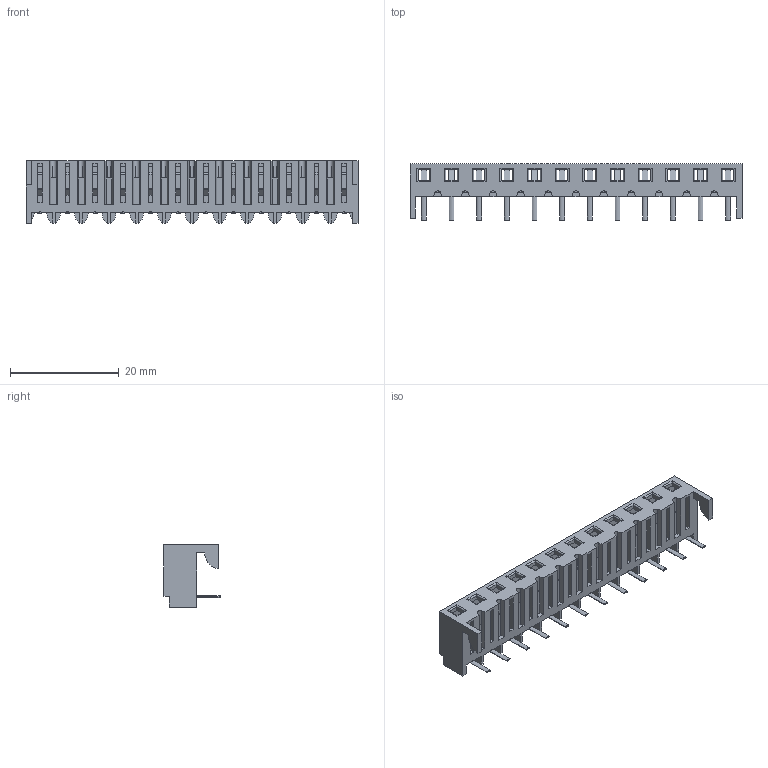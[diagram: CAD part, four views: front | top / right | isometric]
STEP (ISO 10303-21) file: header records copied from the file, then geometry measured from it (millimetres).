
FILE_DESCRIPTION((''),'2;1');
FILE_NAME('010101121','2008-07-09T',('gga'),(''),'PRO/ENGINEER BY PARAMETRIC TECHNOLOGY CORPORATION, 2003451','PRO/ENGINEER BY PARAMETRIC TECHNOLOGY CORPORATION, 2003451','');
FILE_SCHEMA(('CONFIG_CONTROL_DESIGN'));
Length unit declared in the file: millimetre
Products named in the file (1): 010101121
Bounding box: 60.96 x 10.3 x 11.5 mm (x, y, z)
Volume: 1674.6 mm3; surface area: 5120.1 mm2
Topology: 1 solids, 1 shells, 716 faces, 2094 edges, 1358 vertices
Faces by surface type: plane 559, cylinder 157
Entity records: 23679 total; most frequent: CARTESIAN_POINT 4505, ORIENTED_EDGE 4116, DIRECTION 3746, EDGE_CURVE 2058, VECTOR 1780, LINE 1780, VERTEX_POINT 1310, AXIS2_PLACEMENT_3D 983
